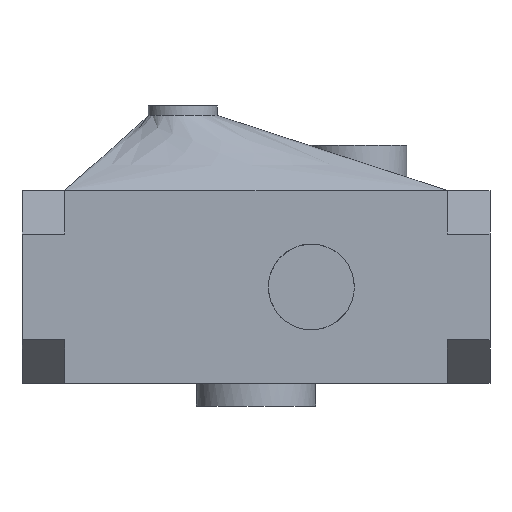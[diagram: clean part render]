
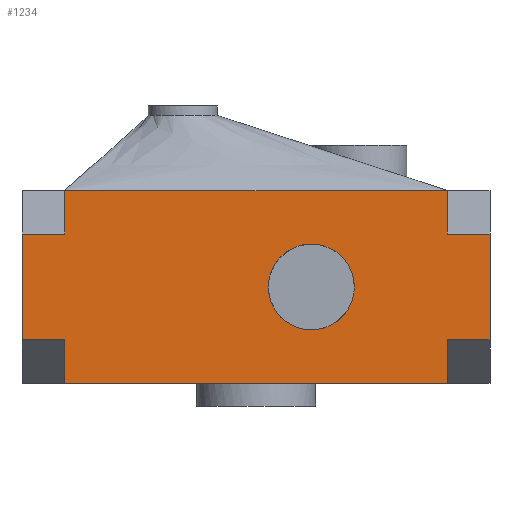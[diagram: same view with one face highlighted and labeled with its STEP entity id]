
A CAD part, front view. The second image highlights one B-rep face of the part: STEP entity #1234.
In plain terms, the highlighted planar face has unit normal (0, -1, 0).
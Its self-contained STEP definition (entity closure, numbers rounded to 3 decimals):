
#41=CARTESIAN_POINT('Vertex',(-18.,-38.5,-22.228)) ;
#53=CARTESIAN_POINT('Vertex',(0.,-38.5,-22.228)) ;
#57=CARTESIAN_POINT('Control Point',(-18.,-38.5,-22.228)) ;
#58=CARTESIAN_POINT('Control Point',(0.,-38.5,-22.228)) ;
#75=CARTESIAN_POINT('Vertex',(178.5,-38.5,-22.228)) ;
#81=CARTESIAN_POINT('Control Point',(160.5,-38.5,-22.228)) ;
#82=CARTESIAN_POINT('Control Point',(178.5,-38.5,-22.228)) ;
#83=CARTESIAN_POINT('Vertex',(160.5,-38.5,-22.228)) ;
#111=CARTESIAN_POINT('Vertex',(-18.,-38.5,22.228)) ;
#117=CARTESIAN_POINT('Control Point',(0.,-38.5,22.228)) ;
#118=CARTESIAN_POINT('Control Point',(-18.,-38.5,22.228)) ;
#119=CARTESIAN_POINT('Vertex',(0.,-38.5,22.228)) ;
#149=CARTESIAN_POINT('Vertex',(178.5,-38.5,22.228)) ;
#161=CARTESIAN_POINT('Vertex',(160.5,-38.5,22.228)) ;
#165=CARTESIAN_POINT('Control Point',(178.5,-38.5,22.228)) ;
#166=CARTESIAN_POINT('Control Point',(160.5,-38.5,22.228)) ;
#405=CARTESIAN_POINT('Vertex',(0.,-38.5,40.5)) ;
#411=CARTESIAN_POINT('Control Point',(160.5,-38.5,40.5)) ;
#412=CARTESIAN_POINT('Control Point',(152.857,-38.5,40.5)) ;
#413=CARTESIAN_POINT('Control Point',(137.571,-38.5,40.5)) ;
#414=CARTESIAN_POINT('Control Point',(114.643,-38.5,40.5)) ;
#415=CARTESIAN_POINT('Control Point',(91.714,-38.5,40.5)) ;
#416=CARTESIAN_POINT('Control Point',(68.786,-38.5,40.5)) ;
#417=CARTESIAN_POINT('Control Point',(45.857,-38.5,40.5)) ;
#418=CARTESIAN_POINT('Control Point',(22.929,-38.5,40.5)) ;
#419=CARTESIAN_POINT('Control Point',(7.643,-38.5,40.5)) ;
#420=CARTESIAN_POINT('Control Point',(0.,-38.5,40.5)) ;
#421=CARTESIAN_POINT('Vertex',(160.5,-38.5,40.5)) ;
#583=CARTESIAN_POINT('Control Point',(-18.,-38.5,-22.228)) ;
#584=CARTESIAN_POINT('Control Point',(-18.,-38.5,22.228)) ;
#619=CARTESIAN_POINT('Control Point',(178.5,-38.5,22.228)) ;
#620=CARTESIAN_POINT('Control Point',(178.5,-38.5,-22.228)) ;
#842=CARTESIAN_POINT('Vertex',(121.5,-38.5,0.)) ;
#846=CARTESIAN_POINT('Control Point',(85.5,-38.5,0.)) ;
#847=CARTESIAN_POINT('Control Point',(85.5,-38.5,2.827)) ;
#848=CARTESIAN_POINT('Control Point',(86.055,-38.5,5.655)) ;
#849=CARTESIAN_POINT('Control Point',(87.166,-38.5,8.337)) ;
#850=CARTESIAN_POINT('Control Point',(90.38,-38.5,13.12)) ;
#851=CARTESIAN_POINT('Control Point',(95.163,-38.5,16.334)) ;
#852=CARTESIAN_POINT('Control Point',(97.845,-38.5,17.445)) ;
#853=CARTESIAN_POINT('Control Point',(103.5,-38.5,18.555)) ;
#854=CARTESIAN_POINT('Control Point',(109.155,-38.5,17.445)) ;
#855=CARTESIAN_POINT('Control Point',(111.837,-38.5,16.334)) ;
#856=CARTESIAN_POINT('Control Point',(116.62,-38.5,13.12)) ;
#857=CARTESIAN_POINT('Control Point',(119.834,-38.5,8.337)) ;
#858=CARTESIAN_POINT('Control Point',(120.945,-38.5,5.655)) ;
#859=CARTESIAN_POINT('Control Point',(121.5,-38.5,2.827)) ;
#860=CARTESIAN_POINT('Control Point',(121.5,-38.5,0.)) ;
#861=CARTESIAN_POINT('Vertex',(85.5,-38.5,0.)) ;
#944=CARTESIAN_POINT('Control Point',(121.5,-38.5,0.)) ;
#945=CARTESIAN_POINT('Control Point',(121.5,-38.5,-2.827)) ;
#946=CARTESIAN_POINT('Control Point',(120.945,-38.5,-5.655)) ;
#947=CARTESIAN_POINT('Control Point',(119.834,-38.5,-8.337)) ;
#948=CARTESIAN_POINT('Control Point',(116.62,-38.5,-13.12)) ;
#949=CARTESIAN_POINT('Control Point',(111.837,-38.5,-16.334)) ;
#950=CARTESIAN_POINT('Control Point',(109.155,-38.5,-17.445)) ;
#951=CARTESIAN_POINT('Control Point',(103.5,-38.5,-18.555)) ;
#952=CARTESIAN_POINT('Control Point',(97.845,-38.5,-17.445)) ;
#953=CARTESIAN_POINT('Control Point',(95.163,-38.5,-16.334)) ;
#954=CARTESIAN_POINT('Control Point',(90.38,-38.5,-13.12)) ;
#955=CARTESIAN_POINT('Control Point',(87.166,-38.5,-8.337)) ;
#956=CARTESIAN_POINT('Control Point',(86.055,-38.5,-5.655)) ;
#957=CARTESIAN_POINT('Control Point',(85.5,-38.5,-2.827)) ;
#958=CARTESIAN_POINT('Control Point',(85.5,-38.5,0.)) ;
#1014=CARTESIAN_POINT('Control Point',(0.,-38.5,-22.228)) ;
#1015=CARTESIAN_POINT('Control Point',(0.,-38.5,-40.5)) ;
#1016=CARTESIAN_POINT('Vertex',(0.,-38.5,-40.5)) ;
#1039=CARTESIAN_POINT('Control Point',(0.,-38.5,40.5)) ;
#1040=CARTESIAN_POINT('Control Point',(0.,-38.5,22.228)) ;
#1079=CARTESIAN_POINT('Control Point',(160.5,-38.5,22.228)) ;
#1080=CARTESIAN_POINT('Control Point',(160.5,-38.5,40.5)) ;
#1136=CARTESIAN_POINT('Control Point',(160.5,-38.5,-40.5)) ;
#1137=CARTESIAN_POINT('Control Point',(160.5,-38.5,-22.228)) ;
#1138=CARTESIAN_POINT('Vertex',(160.5,-38.5,-40.5)) ;
#1157=CARTESIAN_POINT('Control Point',(0.,-38.5,-40.5)) ;
#1158=CARTESIAN_POINT('Control Point',(160.5,-38.5,-40.5)) ;
#1211=CARTESIAN_POINT('Axis2P3D Location',(0.,-38.5,-40.5)) ;
#1212=DIRECTION('Axis2P3D Direction',(0.,-1.,0.)) ;
#1213=DIRECTION('Axis2P3D XDirection',(1.,0.,0.)) ;
#1214=AXIS2_PLACEMENT_3D('Plane Axis2P3D',#1211,#1212,#1213) ;
#1215=PLANE('',#1214) ;
#1233=FACE_BOUND('',#1230,.T.) ;
#59=EDGE_CURVE('',#42,#54,#56,.T.) ;
#85=EDGE_CURVE('',#84,#76,#80,.T.) ;
#121=EDGE_CURVE('',#120,#112,#116,.T.) ;
#167=EDGE_CURVE('',#150,#162,#164,.T.) ;
#423=EDGE_CURVE('',#422,#406,#410,.T.) ;
#585=EDGE_CURVE('',#42,#112,#582,.T.) ;
#621=EDGE_CURVE('',#150,#76,#618,.T.) ;
#863=EDGE_CURVE('',#862,#843,#845,.T.) ;
#959=EDGE_CURVE('',#843,#862,#943,.T.) ;
#1018=EDGE_CURVE('',#54,#1017,#1013,.T.) ;
#1041=EDGE_CURVE('',#406,#120,#1038,.T.) ;
#1081=EDGE_CURVE('',#162,#422,#1078,.T.) ;
#1140=EDGE_CURVE('',#1139,#84,#1135,.T.) ;
#1159=EDGE_CURVE('',#1017,#1139,#1156,.T.) ;
#1217=ORIENTED_EDGE('',*,*,#1159,.T.) ;
#1218=ORIENTED_EDGE('',*,*,#1140,.T.) ;
#1219=ORIENTED_EDGE('',*,*,#85,.T.) ;
#1220=ORIENTED_EDGE('',*,*,#621,.F.) ;
#1221=ORIENTED_EDGE('',*,*,#167,.T.) ;
#1222=ORIENTED_EDGE('',*,*,#1081,.T.) ;
#1223=ORIENTED_EDGE('',*,*,#423,.T.) ;
#1224=ORIENTED_EDGE('',*,*,#1041,.T.) ;
#1225=ORIENTED_EDGE('',*,*,#121,.T.) ;
#1226=ORIENTED_EDGE('',*,*,#585,.F.) ;
#1227=ORIENTED_EDGE('',*,*,#59,.T.) ;
#1228=ORIENTED_EDGE('',*,*,#1018,.T.) ;
#1231=ORIENTED_EDGE('',*,*,#959,.T.) ;
#1232=ORIENTED_EDGE('',*,*,#863,.T.) ;
#1216=EDGE_LOOP('',(#1217,#1218,#1219,#1220,#1221,#1222,#1223,#1224,#1225,#1226,#1227,#1228)) ;
#1230=EDGE_LOOP('',(#1231,#1232)) ;
#42=VERTEX_POINT('',#41) ;
#54=VERTEX_POINT('',#53) ;
#76=VERTEX_POINT('',#75) ;
#84=VERTEX_POINT('',#83) ;
#112=VERTEX_POINT('',#111) ;
#120=VERTEX_POINT('',#119) ;
#150=VERTEX_POINT('',#149) ;
#162=VERTEX_POINT('',#161) ;
#406=VERTEX_POINT('',#405) ;
#422=VERTEX_POINT('',#421) ;
#843=VERTEX_POINT('',#842) ;
#862=VERTEX_POINT('',#861) ;
#1017=VERTEX_POINT('',#1016) ;
#1139=VERTEX_POINT('',#1138) ;
#1234=ADVANCED_FACE('Solid1',(#1229,#1233),#1215,.T.) ;
#56=B_SPLINE_CURVE_WITH_KNOTS('',1,(#57,#58),.UNSPECIFIED.,.F.,.U.,(2,2),(0.,18.),.UNSPECIFIED.) ;
#80=B_SPLINE_CURVE_WITH_KNOTS('',1,(#81,#82),.UNSPECIFIED.,.F.,.U.,(2,2),(0.,18.),.UNSPECIFIED.) ;
#116=B_SPLINE_CURVE_WITH_KNOTS('',1,(#117,#118),.UNSPECIFIED.,.F.,.U.,(2,2),(0.,18.),.UNSPECIFIED.) ;
#164=B_SPLINE_CURVE_WITH_KNOTS('',1,(#165,#166),.UNSPECIFIED.,.F.,.U.,(2,2),(0.,18.),.UNSPECIFIED.) ;
#410=B_SPLINE_CURVE_WITH_KNOTS('',3,(#411,#412,#413,#414,#415,#416,#417,#418,#419,#420),.UNSPECIFIED.,.F.,.U.,(4,1,1,1,1,1,1,4),(0.,22.929,45.857,68.786,91.714,114.643,137.571,160.5),.UNSPECIFIED.) ;
#582=B_SPLINE_CURVE_WITH_KNOTS('',1,(#583,#584),.UNSPECIFIED.,.F.,.U.,(2,2),(0.,44.456),.UNSPECIFIED.) ;
#618=B_SPLINE_CURVE_WITH_KNOTS('',1,(#619,#620),.UNSPECIFIED.,.F.,.U.,(2,2),(0.,44.456),.UNSPECIFIED.) ;
#845=B_SPLINE_CURVE_WITH_KNOTS('',5,(#846,#847,#848,#849,#850,#851,#852,#853,#854,#855,#856,#857,#858,#859,#860),.UNSPECIFIED.,.F.,.U.,(6,3,3,3,6),(-3.142,-2.356,-1.571,-0.785,0.),.UNSPECIFIED.) ;
#943=B_SPLINE_CURVE_WITH_KNOTS('',5,(#944,#945,#946,#947,#948,#949,#950,#951,#952,#953,#954,#955,#956,#957,#958),.UNSPECIFIED.,.F.,.U.,(6,3,3,3,6),(0.,0.785,1.571,2.356,3.142),.UNSPECIFIED.) ;
#1013=B_SPLINE_CURVE_WITH_KNOTS('',1,(#1014,#1015),.UNSPECIFIED.,.F.,.U.,(2,2),(0.,18.272),.UNSPECIFIED.) ;
#1038=B_SPLINE_CURVE_WITH_KNOTS('',1,(#1039,#1040),.UNSPECIFIED.,.F.,.U.,(2,2),(0.,18.272),.UNSPECIFIED.) ;
#1078=B_SPLINE_CURVE_WITH_KNOTS('',1,(#1079,#1080),.UNSPECIFIED.,.F.,.U.,(2,2),(0.,18.272),.UNSPECIFIED.) ;
#1135=B_SPLINE_CURVE_WITH_KNOTS('',1,(#1136,#1137),.UNSPECIFIED.,.F.,.U.,(2,2),(0.,18.272),.UNSPECIFIED.) ;
#1156=B_SPLINE_CURVE_WITH_KNOTS('',1,(#1157,#1158),.UNSPECIFIED.,.F.,.U.,(2,2),(0.,160.5),.UNSPECIFIED.) ;
#1229=FACE_OUTER_BOUND('',#1216,.T.) ;
